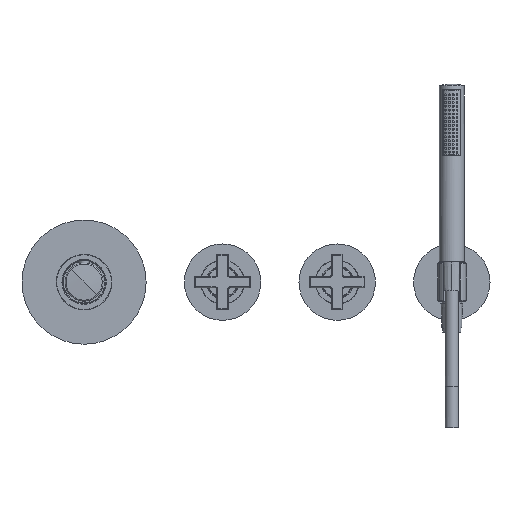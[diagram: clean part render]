
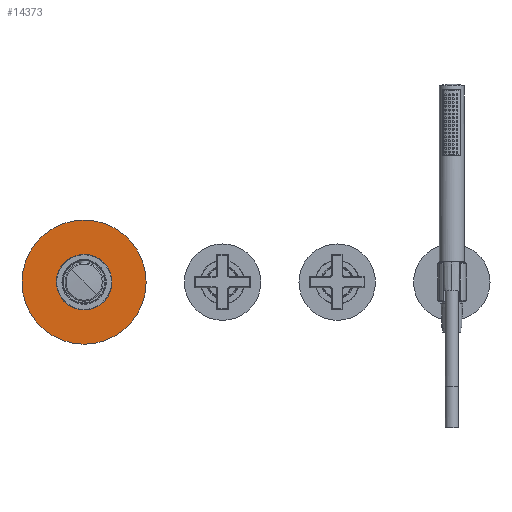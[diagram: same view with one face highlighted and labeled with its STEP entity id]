
A CAD part, top view. The second image highlights one B-rep face of the part: STEP entity #14373.
In plain terms, the highlighted planar face has unit normal (0, 0, 1).
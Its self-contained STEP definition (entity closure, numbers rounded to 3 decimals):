
#14283=CARTESIAN_POINT('Vertex',(65.,0.,60.)) ;
#14286=CARTESIAN_POINT('Axis2P3D Location',(0.,0.,60.)) ;
#14290=CARTESIAN_POINT('Vertex',(-65.,0.,60.)) ;
#14305=CARTESIAN_POINT('Axis2P3D Location',(0.,0.,60.)) ;
#14326=CARTESIAN_POINT('Vertex',(27.,0.,60.)) ;
#14329=CARTESIAN_POINT('Axis2P3D Location',(0.,0.,60.)) ;
#14333=CARTESIAN_POINT('Vertex',(-27.,0.,60.)) ;
#14348=CARTESIAN_POINT('Axis2P3D Location',(0.,0.,60.)) ;
#14360=CARTESIAN_POINT('Axis2P3D Location',(0.,0.,60.)) ;
#14287=DIRECTION('Axis2P3D Direction',(0.,0.,1.)) ;
#14306=DIRECTION('Axis2P3D Direction',(0.,0.,1.)) ;
#14330=DIRECTION('Axis2P3D Direction',(0.,0.,1.)) ;
#14349=DIRECTION('Axis2P3D Direction',(0.,0.,1.)) ;
#14361=DIRECTION('Axis2P3D Direction',(0.,0.,1.)) ;
#14362=DIRECTION('Axis2P3D XDirection',(1.,0.,0.)) ;
#14288=AXIS2_PLACEMENT_3D('Circle Axis2P3D',#14286,#14287,$) ;
#14307=AXIS2_PLACEMENT_3D('Circle Axis2P3D',#14305,#14306,$) ;
#14331=AXIS2_PLACEMENT_3D('Circle Axis2P3D',#14329,#14330,$) ;
#14350=AXIS2_PLACEMENT_3D('Circle Axis2P3D',#14348,#14349,$) ;
#14363=AXIS2_PLACEMENT_3D('Plane Axis2P3D',#14360,#14361,#14362) ;
#14289=CIRCLE('generated circle',#14288,65.) ;
#14308=CIRCLE('generated circle',#14307,65.) ;
#14332=CIRCLE('generated circle',#14331,27.) ;
#14351=CIRCLE('generated circle',#14350,27.) ;
#14364=PLANE('',#14363) ;
#14372=FACE_BOUND('',#14369,.T.) ;
#14292=EDGE_CURVE('',#14291,#14284,#14289,.T.) ;
#14309=EDGE_CURVE('',#14284,#14291,#14308,.T.) ;
#14335=EDGE_CURVE('',#14334,#14327,#14332,.F.) ;
#14352=EDGE_CURVE('',#14327,#14334,#14351,.F.) ;
#14366=ORIENTED_EDGE('',*,*,#14292,.T.) ;
#14367=ORIENTED_EDGE('',*,*,#14309,.T.) ;
#14370=ORIENTED_EDGE('',*,*,#14335,.T.) ;
#14371=ORIENTED_EDGE('',*,*,#14352,.T.) ;
#14365=EDGE_LOOP('',(#14366,#14367)) ;
#14369=EDGE_LOOP('',(#14370,#14371)) ;
#14284=VERTEX_POINT('',#14283) ;
#14291=VERTEX_POINT('',#14290) ;
#14327=VERTEX_POINT('',#14326) ;
#14334=VERTEX_POINT('',#14333) ;
#14373=ADVANCED_FACE('87\\MANIFOLD_SOLID_BREP #392553',(#14368,#14372),#14364,.T.) ;
#14368=FACE_OUTER_BOUND('',#14365,.T.) ;
